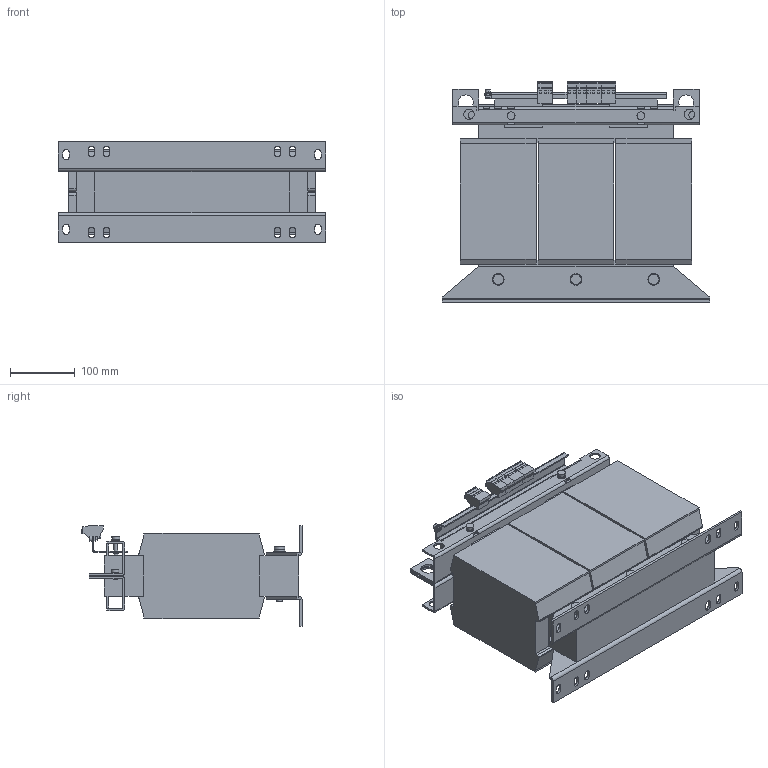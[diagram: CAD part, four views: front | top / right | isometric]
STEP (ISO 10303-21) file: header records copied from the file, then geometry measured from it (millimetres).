
FILE_DESCRIPTION (( 'STEP AP214' ), '1' );
FILE_NAME ('1046107.STEP', '2025-06-06T12:32:42', ( '' ), ( '' ), 'SwSTEP 2.0', 'SolidWorks 2022', '' );
FILE_SCHEMA (( 'AUTOMOTIVE_DESIGN' ));
Length unit declared in the file: millimetre
Products named in the file (1): 1046107
Bounding box: 412 x 339.75 x 155 mm (x, y, z)
Volume: 11255680 mm3; surface area: 729872.4 mm2
Topology: 1 solids, 1 shells, 838 faces, 2202 edges, 1393 vertices
Faces by surface type: plane 630, cylinder 208
Entity records: 25724 total; most frequent: CARTESIAN_POINT 4437, ORIENTED_EDGE 4404, DIRECTION 4350, EDGE_CURVE 2202, LINE 1730, VECTOR 1730, VERTEX_POINT 1393, AXIS2_PLACEMENT_3D 1310
